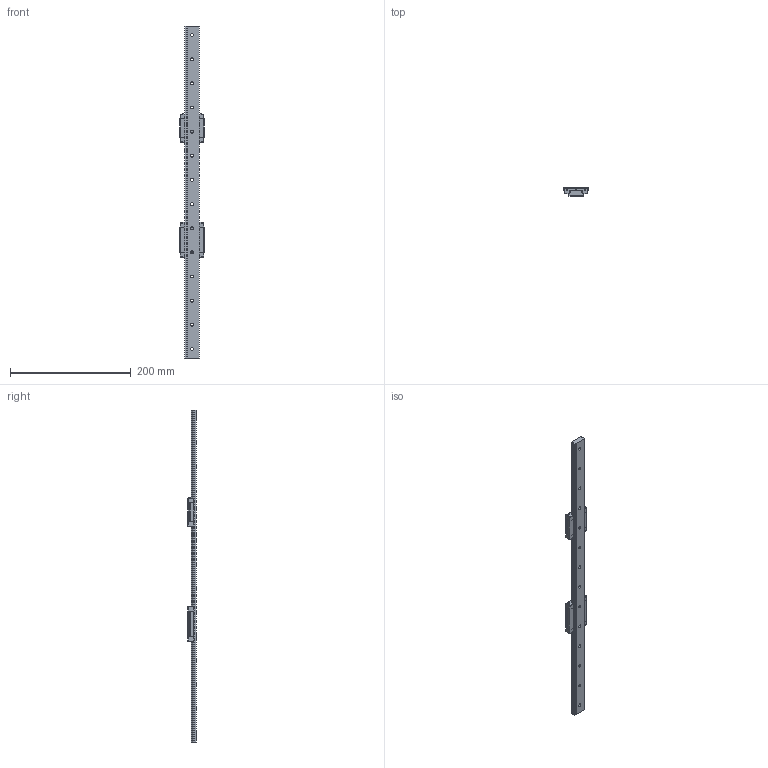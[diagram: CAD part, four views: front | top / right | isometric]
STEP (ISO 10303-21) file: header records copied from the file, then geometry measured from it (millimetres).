
FILE_DESCRIPTION (( 'STEP AP214' ), '1' );
FILE_NAME ('W12-ASS.STEP', '2015-08-05T07:22:31', ( '234' ), ( '' ), 'SwSTEP 2.0', 'SolidWorks 2013', '' );
FILE_SCHEMA (( 'AUTOMOTIVE_DESIGN' ));
Length unit declared in the file: millimetre
Products named in the file (7): W12-RA; WL12-BL; W12-ES; 墾獐お; W12-EP; W12-BL; W12-ASS
Assembly tree (19 placements, depth 2):
  W12-ASS
    W12-BL
    W12-EP  x4
    墾獐お  x8
    W12-ES  x4
    WL12-BL
    W12-RA
Bounding box: 40 x 14 x 550 mm (x, y, z)
Volume: 130560.9 mm3; surface area: 57580.3 mm2
Topology: 19 solids, 19 shells, 681 faces, 1799 edges, 1194 vertices
Faces by surface type: plane 367, cylinder 298, cone 16
Entity records: 10205 total; most frequent: DIRECTION 1815, CARTESIAN_POINT 1704, ORIENTED_EDGE 1646, EDGE_CURVE 823, AXIS2_PLACEMENT_3D 659, VERTEX_POINT 548, LINE 497, VECTOR 497
